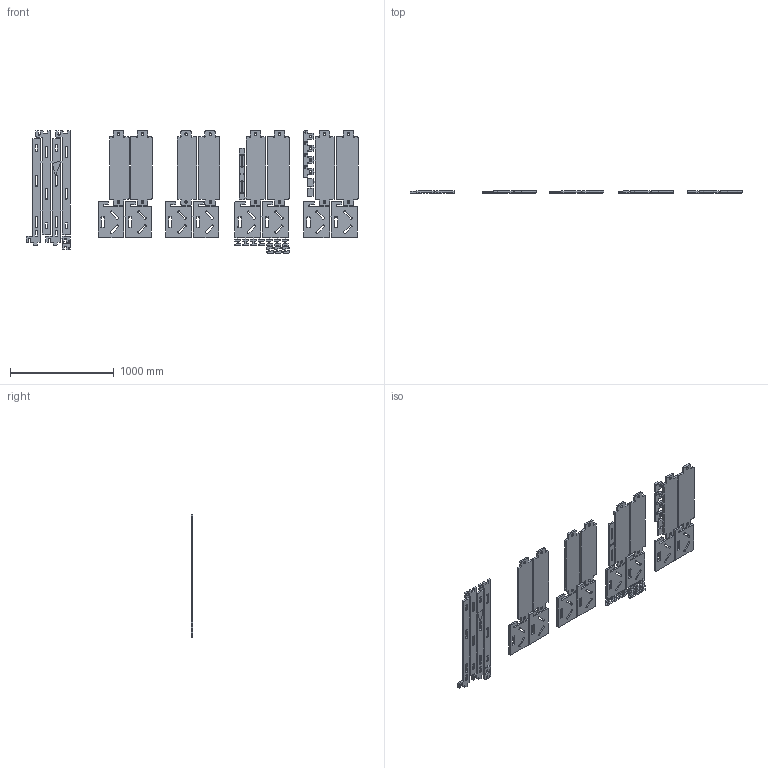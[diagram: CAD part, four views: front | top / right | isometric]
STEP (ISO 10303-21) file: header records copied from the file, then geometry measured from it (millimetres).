
FILE_DESCRIPTION (( 'STEP AP214' ), '1' );
FILE_NAME ('V08B STACKED.STEP', '2015-05-05T00:32:23', ( '' ), ( '' ), 'SwSTEP 2.0', 'SolidWorks 2013', '' );
FILE_SCHEMA (( 'AUTOMOTIVE_DESIGN' ));
Length unit declared in the file: millimetre
Products named in the file (1): V08B STACKED
Bounding box: 3201.06 x 18.77 x 1177.24 mm (x, y, z)
Volume: 37696303 mm3; surface area: 5022247.2 mm2
Topology: 10 solids, 10 shells, 1533 faces, 4550 edges, 3032 vertices
Faces by surface type: plane 809, cylinder 724
Entity records: 52061 total; most frequent: CARTESIAN_POINT 9116, ORIENTED_EDGE 9100, DIRECTION 9066, EDGE_CURVE 4550, LINE 3102, VECTOR 3102, VERTEX_POINT 3032, AXIS2_PLACEMENT_3D 2982
